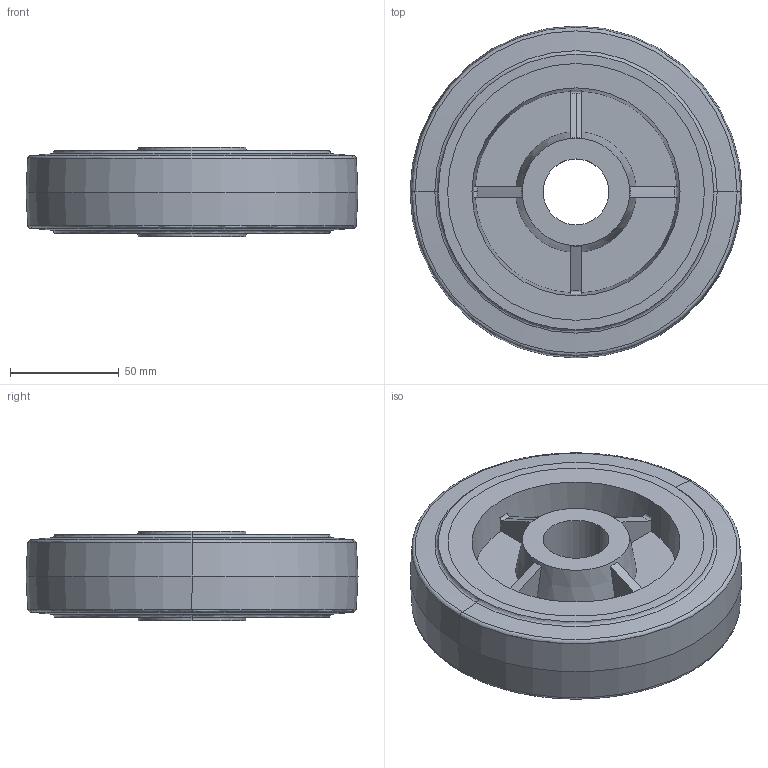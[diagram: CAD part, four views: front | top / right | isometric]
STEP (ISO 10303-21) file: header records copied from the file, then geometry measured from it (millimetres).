
FILE_DESCRIPTION (( 'STEP AP214' ), '1' );
FILE_NAME ('WCP-1536 Rev1.step', '2024-01-17T21:46:22', ( '' ), ( '' ), 'SwSTEP 2.0', 'SolidWorks 2022', '' );
FILE_SCHEMA (( 'AUTOMOTIVE_DESIGN' ));
Length unit declared in the file: inch
Products named in the file (1): WCP-1536 Rev1
Bounding box: 152.4 x 152.4 x 41.27 mm (x, y, z)
Volume: 498130.6 mm3; surface area: 108888.9 mm2
Topology: 2 solids, 2 shells, 98 faces, 241 edges, 153 vertices
Faces by surface type: plane 34, bspline 25, cone 25, cylinder 14
Entity records: 5287 total; most frequent: CARTESIAN_POINT 1772, ORIENTED_EDGE 482, DIRECTION 439, EDGE_CURVE 241, AXIS2_PLACEMENT_3D 196, VERTEX_POINT 153, CIRCLE 122, EDGE_LOOP 108
